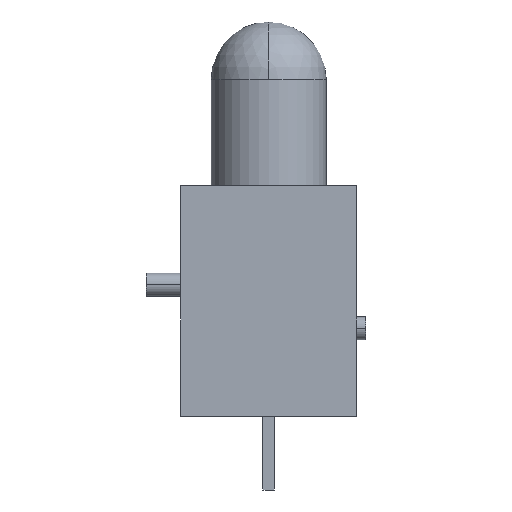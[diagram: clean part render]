
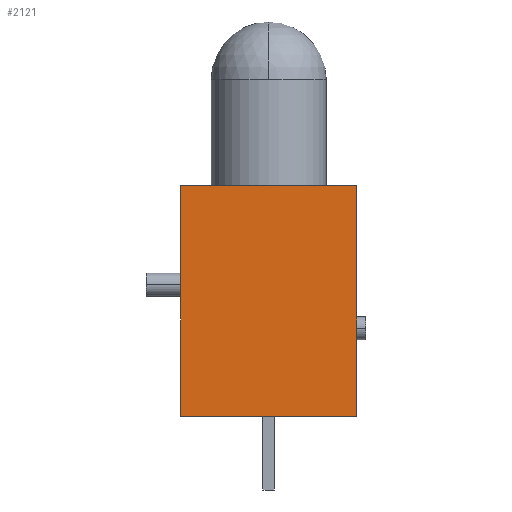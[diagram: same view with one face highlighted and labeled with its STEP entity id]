
A CAD part, left-side view. The second image highlights one B-rep face of the part: STEP entity #2121.
In plain terms, the highlighted planar face has unit normal (-1, 0, 0).
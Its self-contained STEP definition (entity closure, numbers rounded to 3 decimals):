
#1839=CARTESIAN_POINT('',(-3.0,-3.81,10.0));
#1840=VERTEX_POINT('',#1839);
#1847=CARTESIAN_POINT('',(-3.0,-3.81,0.0));
#1848=VERTEX_POINT('',#1847);
#1849=CARTESIAN_POINT('',(-3.0,-3.81,0.0));
#1850=DIRECTION('',(0.0,0.0,1.0));
#1851=VECTOR('',#1850,10.0);
#1852=LINE('',#1849,#1851);
#1853=EDGE_CURVE('',#1848,#1840,#1852,.T.);
#1931=CARTESIAN_POINT('',(-3.0,3.81,0.0));
#1932=VERTEX_POINT('',#1931);
#1933=CARTESIAN_POINT('',(-3.0,3.81,0.0));
#1934=DIRECTION('',(0.0,-1.0,0.0));
#1935=VECTOR('',#1934,7.62);
#1936=LINE('',#1933,#1935);
#1937=EDGE_CURVE('',#1932,#1848,#1936,.T.);
#2098=CARTESIAN_POINT('',(-3.0,-3.81,0.0));
#2099=DIRECTION('',(-1.0,0.0,0.0));
#2100=DIRECTION('',(0.0,0.0,-1.0));
#2101=AXIS2_PLACEMENT_3D('',#2098,#2099,#2100);
#2102=PLANE('',#2101);
#2103=CARTESIAN_POINT('',(-3.0,3.81,10.0));
#2104=VERTEX_POINT('',#2103);
#2105=CARTESIAN_POINT('',(-3.,-3.81,10.0));
#2106=DIRECTION('',(0.0,1.0,0.0));
#2107=VECTOR('',#2106,7.62);
#2108=LINE('',#2105,#2107);
#2109=EDGE_CURVE('',#1840,#2104,#2108,.T.);
#2110=ORIENTED_EDGE('',*,*,#2109,.T.);
#2111=CARTESIAN_POINT('',(-3.0,3.81,0.0));
#2112=DIRECTION('',(0.0,0.0,1.0));
#2113=VECTOR('',#2112,10.0);
#2114=LINE('',#2111,#2113);
#2115=EDGE_CURVE('',#1932,#2104,#2114,.T.);
#2116=ORIENTED_EDGE('',*,*,#2115,.F.);
#2117=ORIENTED_EDGE('',*,*,#1937,.T.);
#2118=ORIENTED_EDGE('',*,*,#1853,.T.);
#2119=EDGE_LOOP('',(#2110,#2116,#2117,#2118));
#2120=FACE_OUTER_BOUND('',#2119,.T.);
#2121=ADVANCED_FACE('',(#2120),#2102,.T.);
